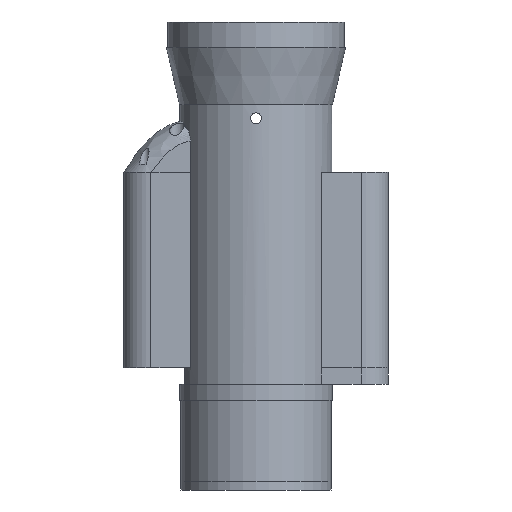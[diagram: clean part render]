
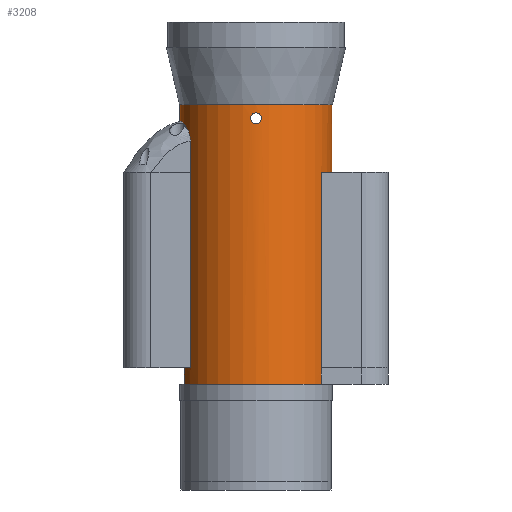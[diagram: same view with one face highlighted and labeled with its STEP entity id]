
A CAD part, front view. The second image highlights one B-rep face of the part: STEP entity #3208.
In plain terms, the highlighted cylindrical face has radius 28.15 mm (diameter 56.3 mm), a full revolution.
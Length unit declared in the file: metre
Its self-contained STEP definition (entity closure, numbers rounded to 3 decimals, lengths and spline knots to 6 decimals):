
#55=B_SPLINE_CURVE_WITH_KNOTS('',3,(#5276,#5277,#5278,#5279,#5280,#5281,
#5282,#5283,#5284,#5285,#5286),.UNSPECIFIED.,.T.,.F.,(1,1,1,1,1,1,1,1,1,
1,1,1,1,1,1),(-0.004691,-0.003127,-0.001564,
0.,0.001564,0.003127,0.004691,
0.006254,0.007818,0.009381,0.010945,
0.012508,0.014072,0.015635,0.017199),
 .UNSPECIFIED.);
#56=B_SPLINE_CURVE_WITH_KNOTS('',3,(#5288,#5289,#5290,#5291,#5292,#5293,
#5294,#5295,#5296,#5297,#5298),.UNSPECIFIED.,.T.,.F.,(1,1,1,1,1,1,1,1,1,
1,1,1,1,1,1),(-0.004691,-0.003127,-0.001564,
0.,0.001564,0.003127,0.004691,
0.006254,0.007818,0.009381,0.010945,
0.012508,0.014072,0.015635,0.017199),
 .UNSPECIFIED.);
#80=LINE('',#5302,#299);
#81=LINE('',#5307,#300);
#82=LINE('',#5311,#301);
#83=LINE('',#5315,#302);
#84=LINE('',#5321,#303);
#85=LINE('',#5325,#304);
#299=VECTOR('',#4045,1.);
#300=VECTOR('',#4048,1.);
#301=VECTOR('',#4051,1.);
#302=VECTOR('',#4054,1.);
#303=VECTOR('',#4059,1.);
#304=VECTOR('',#4062,1.);
#816=ORIENTED_EDGE('',*,*,#1570,.T.);
#817=ORIENTED_EDGE('',*,*,#1571,.T.);
#818=ORIENTED_EDGE('',*,*,#1572,.F.);
#819=ORIENTED_EDGE('',*,*,#1573,.F.);
#820=ORIENTED_EDGE('',*,*,#1574,.T.);
#821=ORIENTED_EDGE('',*,*,#1575,.T.);
#822=ORIENTED_EDGE('',*,*,#1576,.T.);
#823=ORIENTED_EDGE('',*,*,#1577,.F.);
#824=ORIENTED_EDGE('',*,*,#1578,.T.);
#825=ORIENTED_EDGE('',*,*,#1579,.T.);
#826=ORIENTED_EDGE('',*,*,#1580,.T.);
#827=ORIENTED_EDGE('',*,*,#1581,.T.);
#828=ORIENTED_EDGE('',*,*,#1582,.T.);
#829=ORIENTED_EDGE('',*,*,#1583,.T.);
#830=ORIENTED_EDGE('',*,*,#1584,.F.);
#1570=EDGE_CURVE('',#1977,#1977,#55,.T.);
#1571=EDGE_CURVE('',#1978,#1978,#56,.T.);
#1572=EDGE_CURVE('',#1979,#1979,#2272,.T.);
#1573=EDGE_CURVE('',#1980,#1981,#80,.T.);
#1574=EDGE_CURVE('',#1980,#1982,#2273,.F.);
#1575=EDGE_CURVE('',#1982,#1983,#81,.T.);
#1576=EDGE_CURVE('',#1983,#1984,#2274,.T.);
#1577=EDGE_CURVE('',#1985,#1984,#82,.T.);
#1578=EDGE_CURVE('',#1985,#1986,#2275,.F.);
#1579=EDGE_CURVE('',#1986,#1987,#83,.T.);
#1580=EDGE_CURVE('',#1987,#1981,#2276,.T.);
#1581=EDGE_CURVE('',#1988,#1989,#2277,.F.);
#1582=EDGE_CURVE('',#1989,#1990,#84,.T.);
#1583=EDGE_CURVE('',#1990,#1991,#2278,.T.);
#1584=EDGE_CURVE('',#1988,#1991,#85,.T.);
#1977=VERTEX_POINT('',#5287);
#1978=VERTEX_POINT('',#5299);
#1979=VERTEX_POINT('',#5301);
#1980=VERTEX_POINT('',#5303);
#1981=VERTEX_POINT('',#5304);
#1982=VERTEX_POINT('',#5306);
#1983=VERTEX_POINT('',#5308);
#1984=VERTEX_POINT('',#5310);
#1985=VERTEX_POINT('',#5312);
#1986=VERTEX_POINT('',#5314);
#1987=VERTEX_POINT('',#5316);
#1988=VERTEX_POINT('',#5319);
#1989=VERTEX_POINT('',#5320);
#1990=VERTEX_POINT('',#5322);
#1991=VERTEX_POINT('',#5324);
#2272=CIRCLE('',#3536,0.02815);
#2273=CIRCLE('',#3537,0.02815);
#2274=CIRCLE('',#3538,0.02815);
#2275=CIRCLE('',#3539,0.02815);
#2276=CIRCLE('',#3540,0.02815);
#2277=CIRCLE('',#3541,0.02815);
#2278=CIRCLE('',#3542,0.02815);
#2501=EDGE_LOOP('',(#816));
#2502=EDGE_LOOP('',(#817));
#2503=EDGE_LOOP('',(#818));
#2504=EDGE_LOOP('',(#819,#820,#821,#822,#823,#824,#825,#826));
#2505=EDGE_LOOP('',(#827,#828,#829,#830));
#2846=FACE_BOUND('',#2501,.T.);
#2847=FACE_BOUND('',#2502,.T.);
#2848=FACE_BOUND('',#2503,.T.);
#2849=FACE_BOUND('',#2504,.T.);
#2850=FACE_BOUND('',#2505,.T.);
#3100=CYLINDRICAL_SURFACE('',#3535,0.02815);
#3208=ADVANCED_FACE('',(#2846,#2847,#2848,#2849,#2850),#3100,.T.);
#3535=AXIS2_PLACEMENT_3D('',#5275,#4041,#4042);
#3536=AXIS2_PLACEMENT_3D('',#5300,#4043,#4044);
#3537=AXIS2_PLACEMENT_3D('',#5305,#4046,#4047);
#3538=AXIS2_PLACEMENT_3D('',#5309,#4049,#4050);
#3539=AXIS2_PLACEMENT_3D('',#5313,#4052,#4053);
#3540=AXIS2_PLACEMENT_3D('',#5317,#4055,#4056);
#3541=AXIS2_PLACEMENT_3D('',#5318,#4057,#4058);
#3542=AXIS2_PLACEMENT_3D('',#5323,#4060,#4061);
#4041=DIRECTION('',(0.,0.,-1.));
#4042=DIRECTION('',(-1.,0.,0.));
#4043=DIRECTION('',(0.,0.,1.));
#4044=DIRECTION('',(1.,0.,0.));
#4045=DIRECTION('',(0.,0.,1.));
#4046=DIRECTION('',(0.,0.,1.));
#4047=DIRECTION('',(1.,0.,0.));
#4048=DIRECTION('',(0.,0.,-1.));
#4049=DIRECTION('',(0.,0.,1.));
#4050=DIRECTION('',(1.,0.,0.));
#4051=DIRECTION('',(0.,0.,-1.));
#4052=DIRECTION('',(0.,0.,1.));
#4053=DIRECTION('',(1.,0.,0.));
#4054=DIRECTION('',(0.,0.,1.));
#4055=DIRECTION('',(0.,0.,1.));
#4056=DIRECTION('',(1.,0.,0.));
#4057=DIRECTION('',(0.,0.,1.));
#4058=DIRECTION('',(1.,0.,0.));
#4059=DIRECTION('',(0.,0.,1.));
#4060=DIRECTION('',(0.,0.,1.));
#4061=DIRECTION('',(-1.,0.,0.));
#4062=DIRECTION('',(0.,0.,1.));
#5275=CARTESIAN_POINT('',(0.,0.,0.042));
#5276=CARTESIAN_POINT('',(-0.001569,0.028114,0.132434));
#5277=CARTESIAN_POINT('',(0.,0.028168,0.131783));
#5278=CARTESIAN_POINT('',(0.001567,0.028114,0.132434));
#5279=CARTESIAN_POINT('',(0.002216,0.028061,0.133998));
#5280=CARTESIAN_POINT('',(0.001568,0.028114,0.135567));
#5281=CARTESIAN_POINT('',(0.,0.028168,0.136216));
#5282=CARTESIAN_POINT('',(-0.001565,0.028115,0.135569));
#5283=CARTESIAN_POINT('',(-0.002216,0.028061,0.134002));
#5284=CARTESIAN_POINT('',(-0.001569,0.028114,0.132434));
#5285=CARTESIAN_POINT('',(0.,0.028168,0.131783));
#5286=CARTESIAN_POINT('',(0.001567,0.028114,0.132434));
#5287=CARTESIAN_POINT('',(0.,0.02815,0.132));
#5288=CARTESIAN_POINT('',(0.001569,-0.028114,0.132434));
#5289=CARTESIAN_POINT('',(0.,-0.028168,0.131783));
#5290=CARTESIAN_POINT('',(-0.001567,-0.028114,0.132434));
#5291=CARTESIAN_POINT('',(-0.002216,-0.028061,0.133998));
#5292=CARTESIAN_POINT('',(-0.001568,-0.028114,0.135567));
#5293=CARTESIAN_POINT('',(0.,-0.028168,0.136216));
#5294=CARTESIAN_POINT('',(0.001565,-0.028115,0.135569));
#5295=CARTESIAN_POINT('',(0.002216,-0.028061,0.134002));
#5296=CARTESIAN_POINT('',(0.001569,-0.028114,0.132434));
#5297=CARTESIAN_POINT('',(0.,-0.028168,0.131783));
#5298=CARTESIAN_POINT('',(-0.001567,-0.028114,0.132434));
#5299=CARTESIAN_POINT('',(0.,-0.02815,0.132));
#5300=CARTESIAN_POINT('',(0.,0.,0.139));
#5301=CARTESIAN_POINT('',(0.02815,0.,0.139));
#5302=CARTESIAN_POINT('',(-0.024109,-0.014532,0.041998));
#5303=CARTESIAN_POINT('',(-0.024109,-0.014532,0.042));
#5304=CARTESIAN_POINT('',(-0.024109,-0.014532,0.114));
#5305=CARTESIAN_POINT('',(0.,0.,0.042));
#5306=CARTESIAN_POINT('',(-0.02642,-0.009717,0.042));
#5307=CARTESIAN_POINT('',(-0.02642,-0.009717,0.042));
#5308=CARTESIAN_POINT('',(-0.02642,-0.009717,0.036));
#5309=CARTESIAN_POINT('',(0.,0.,0.036));
#5310=CARTESIAN_POINT('',(-0.02642,0.009717,0.036));
#5311=CARTESIAN_POINT('',(-0.02642,0.009717,0.042));
#5312=CARTESIAN_POINT('',(-0.02642,0.009717,0.042));
#5313=CARTESIAN_POINT('',(0.,0.,0.042));
#5314=CARTESIAN_POINT('',(-0.024109,0.014532,0.042));
#5315=CARTESIAN_POINT('',(-0.024109,0.014532,0.041998));
#5316=CARTESIAN_POINT('',(-0.024109,0.014532,0.114));
#5317=CARTESIAN_POINT('',(0.,0.,0.114));
#5318=CARTESIAN_POINT('',(0.,0.,0.042));
#5319=CARTESIAN_POINT('',(0.024109,0.014532,0.042));
#5320=CARTESIAN_POINT('',(0.024109,-0.014532,0.042));
#5321=CARTESIAN_POINT('',(0.024109,-0.014532,0.041998));
#5322=CARTESIAN_POINT('',(0.024109,-0.014532,0.114));
#5323=CARTESIAN_POINT('',(0.,0.,0.114));
#5324=CARTESIAN_POINT('',(0.024109,0.014532,0.114));
#5325=CARTESIAN_POINT('',(0.024109,0.014532,0.041998));
